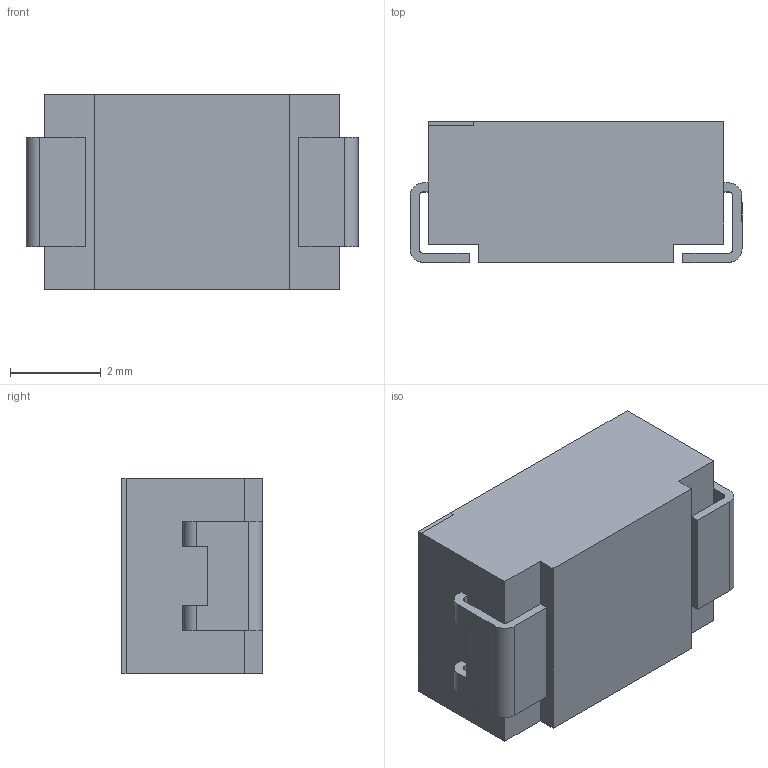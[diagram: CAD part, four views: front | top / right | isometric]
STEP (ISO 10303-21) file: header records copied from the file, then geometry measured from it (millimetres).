
FILE_DESCRIPTION (( 'STEP AP214' ), '1' );
FILE_NAME ('TPSD107K010R0100.STEP', '2021-04-10T18:34:44', ( '' ), ( '' ), 'SwSTEP 2.0', 'SolidWorks 2017', '' );
FILE_SCHEMA (( 'AUTOMOTIVE_DESIGN' ));
Length unit declared in the file: millimetre
Products named in the file (1): TPSD107K010R0100
Bounding box: 7.3 x 3.1 x 4.3 mm (x, y, z)
Volume: 85.3 mm3; surface area: 159.5 mm2
Topology: 4 solids, 4 shells, 62 faces, 162 edges, 108 vertices
Faces by surface type: plane 50, cylinder 12
Entity records: 1951 total; most frequent: CARTESIAN_POINT 333, ORIENTED_EDGE 324, DIRECTION 312, EDGE_CURVE 162, VECTOR 138, LINE 138, VERTEX_POINT 108, AXIS2_PLACEMENT_3D 87
